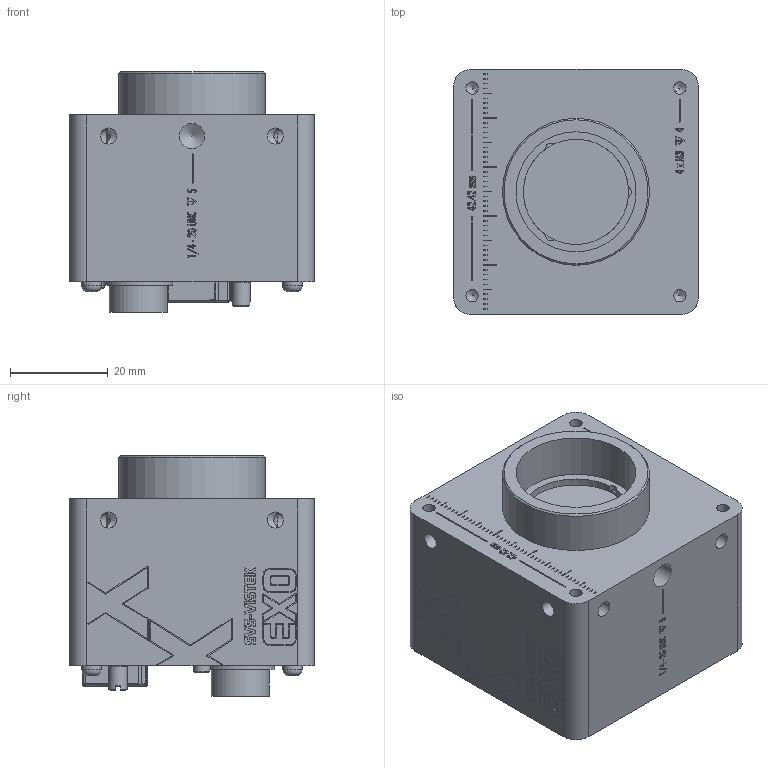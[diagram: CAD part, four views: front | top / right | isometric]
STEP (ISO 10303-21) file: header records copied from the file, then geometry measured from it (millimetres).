
FILE_DESCRIPTION (( 'STEP AP214' ), '1' );
FILE_NAME ('F002176-01001 EXO174MGE_POE.STEP', '2021-11-03T14:40:19', ( '' ), ( '' ), 'SwSTEP 2.0', 'SolidWorks 2021', '' );
FILE_SCHEMA (( 'AUTOMOTIVE_DESIGN' ));
Length unit declared in the file: millimetre
Products named in the file (12): E002640-02001 Filterhalter C-Mount Sternform mit Elox und Gleitlack; IMX174 Glass; IMX174 Base; E002972-01001 Rückplatte EXO GE POE; F002176-01001 EXO174MGE_POE; N000061-00000 Schraube M2x12 Torx ISO14583_M2x12; E002082 Lichtleiter Mentor 1282.2000; E002664-03001 EXO Frontplatte IMX420 mit Laserbeschriftung; IMX174; E002081-01001 Connector HRS10A-12R-12PB; E004012-02001_Deckglas_d24x1; E010288-00000 Gigabit-Ethernet Jack MOD-YSJ88D03C+
Assembly tree (14 placements, depth 3):
  F002176-01001 EXO174MGE_POE
    E002664-03001 EXO Frontplatte IMX420 mit Laserbeschriftung
    E002972-01001 Rückplatte EXO GE POE
    E004012-02001_Deckglas_d24x1
    E002640-02001 Filterhalter C-Mount Sternform mit Elox und Gleitlack
    IMX174
      IMX174 Base
      IMX174 Glass
    E002081-01001 Connector HRS10A-12R-12PB
    E002082 Lichtleiter Mentor 1282.2000
    N000061-00000 Schraube M2x12 Torx ISO14583_M2x12  x4
    E010288-00000 Gigabit-Ethernet Jack MOD-YSJ88D03C+
Bounding box: 50 x 50 x 49.16 mm (x, y, z)
Volume: 33050.9 mm3; surface area: 33638.2 mm2
Topology: 40 solids, 40 shells, 3709 faces, 10109 edges, 6673 vertices
Faces by surface type: plane 2301, bspline 826, cylinder 497, cone 67, sphere 12, torus 6
Full cylindrical faces by diameter (mm): 0.8 x36, 1 x12, 1.5 x4, 1.6 x6, 2 x10, 2.1 x4, 2.2 x8, 2.5 x4, 2.8 x1, 2.85 x1, 3.2 x1, 3.3 x8, 3.8 x2, 4 x4, 5.105 x1, 9 x1, 10.3 x1, 11 x1, 11.5 x1, 11.8 x1, 14 x2, 21.5 x1, 24 x1, 24.5 x1, 25.4 x1, 30 x1
Entity records: 148802 total; most frequent: CARTESIAN_POINT 34103, ORIENTED_EDGE 19222, DIRECTION 13957, EDGE_CURVE 9611, VECTOR 6949, LINE 6949, VERTEX_POINT 6438, EDGE_LOOP 4103
